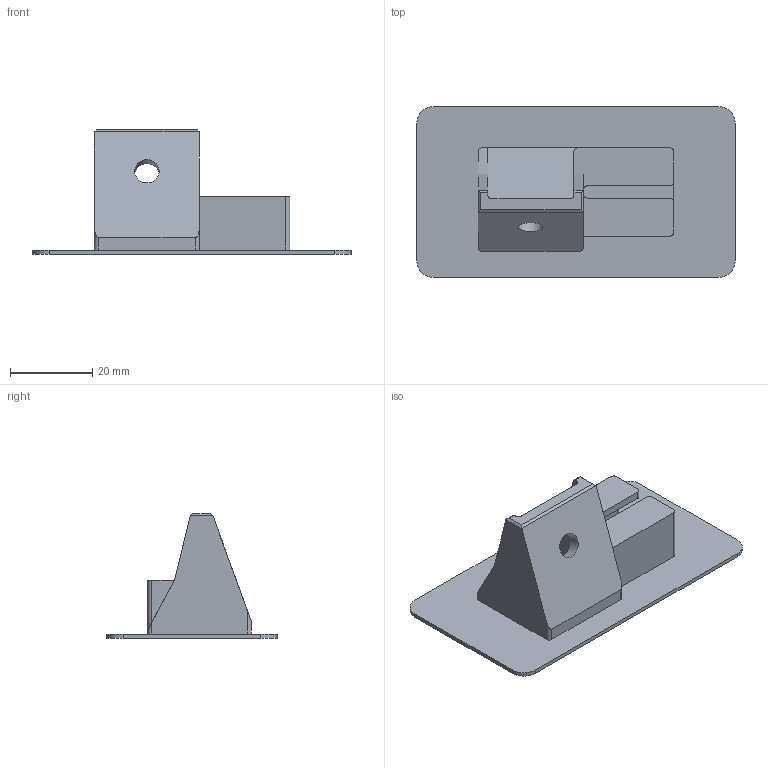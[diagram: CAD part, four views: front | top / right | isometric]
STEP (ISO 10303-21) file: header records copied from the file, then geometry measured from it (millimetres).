
FILE_DESCRIPTION(('FreeCAD Model'),'2;1');
FILE_NAME('Open CASCADE Shape Model','2024-02-17T16:14:14',(''),(''), 'Open CASCADE STEP processor 7.7','FreeCAD','Unknown');
FILE_SCHEMA(('AUTOMOTIVE_DESIGN { 1 0 10303 214 1 1 1 1 }'));
Length unit declared in the file: millimetre
Products named in the file (1): bracket-switch
Bounding box: 77.6 x 41.6 x 30.31 mm (x, y, z)
Volume: 11430.2 mm3; surface area: 11143.3 mm2
Topology: 1 solids, 1 shells, 64 faces, 190 edges, 128 vertices
Faces by surface type: plane 45, cylinder 19
Full cylindrical faces by diameter (mm): 6 x1
Entity records: 4739 total; most frequent: CARTESIAN_POINT 941, DIRECTION 707, LINE 484, VECTOR 484, ORIENTED_EDGE 380, PCURVE 380, DEFINITIONAL_REPRESENTATION 380, EDGE_CURVE 190
